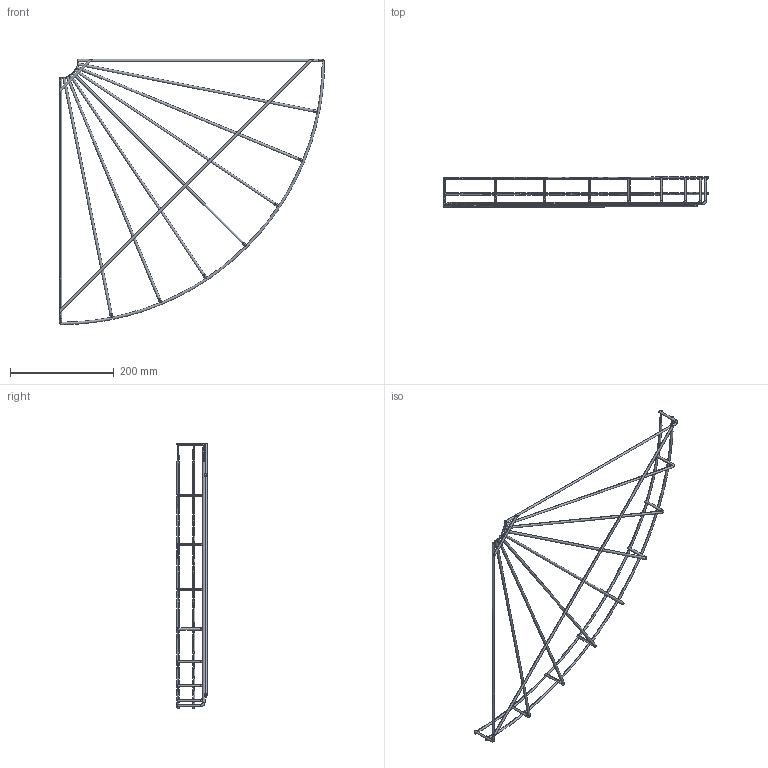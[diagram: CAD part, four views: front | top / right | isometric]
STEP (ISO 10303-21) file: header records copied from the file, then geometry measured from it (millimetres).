
FILE_DESCRIPTION (( 'STEP AP214' ), '1' );
FILE_NAME ('6002250.stp', '2016-08-23T06:58:18', ( '' ), ( '' ), 'SwSTEP 2.0', 'SolidWorks 2014', '' );
FILE_SCHEMA (( 'AUTOMOTIVE_DESIGN' ));
Length unit declared in the file: millimetre
Products named in the file (1): 6002250
Bounding box: 510.55 x 57.99 x 510.55 mm (x, y, z)
Volume: 121618.8 mm3; surface area: 103258.8 mm2
Topology: 1 solids, 1 shells, 98 faces, 344 edges, 234 vertices
Faces by surface type: cylinder 48, plane 28, torus 22
Entity records: 5684 total; most frequent: CARTESIAN_POINT 2777, ORIENTED_EDGE 688, DIRECTION 532, EDGE_CURVE 344, VERTEX_POINT 234, AXIS2_PLACEMENT_3D 231, EDGE_LOOP 132, CIRCLE 132
